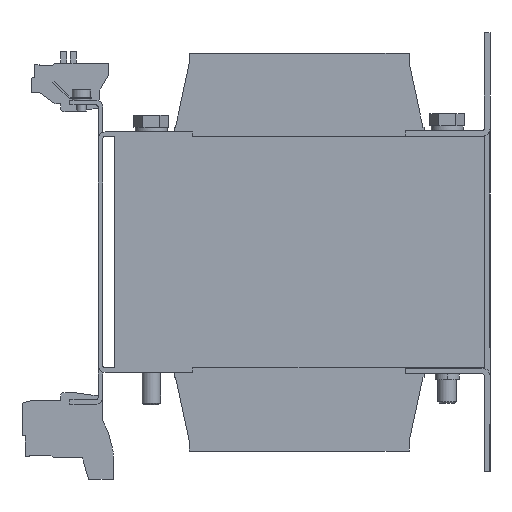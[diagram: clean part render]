
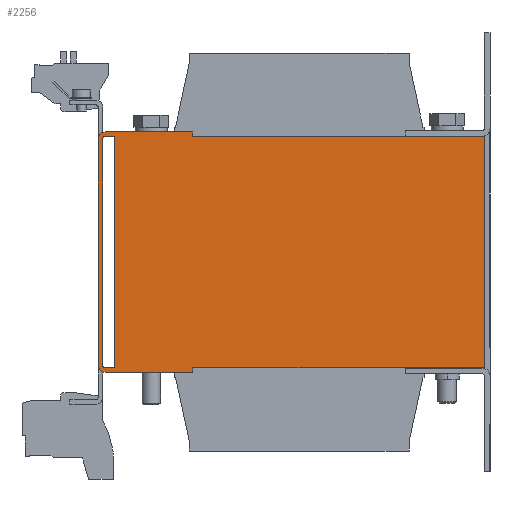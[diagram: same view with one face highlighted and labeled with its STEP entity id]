
A CAD part, left-side view. The second image highlights one B-rep face of the part: STEP entity #2256.
In plain terms, the highlighted planar face has unit normal (-1, 0, 0).
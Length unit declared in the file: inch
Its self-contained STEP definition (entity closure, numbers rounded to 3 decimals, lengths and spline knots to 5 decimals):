
#105 = DIRECTION ( 'NONE',  ( 1., 0., 0. ) ) ;
#321 = CARTESIAN_POINT ( 'NONE',  ( -3.77953, 3.30713, 1.92913 ) ) ;
#369 = CARTESIAN_POINT ( 'NONE',  ( -3.77953, 0., 1.9685 ) ) ;
#435 = CARTESIAN_POINT ( 'NONE',  ( -3.77953, 3.14965, 1.9685 ) ) ;
#558 = ORIENTED_EDGE ( 'NONE', *, *, #5155, .F. ) ;
#733 = ORIENTED_EDGE ( 'NONE', *, *, #11081, .F. ) ;
#751 = EDGE_CURVE ( 'NONE', #8557, #7824, #5100, .T. ) ;
#788 = EDGE_CURVE ( 'NONE', #6832, #2397, #2379, .T. ) ;
#960 = ORIENTED_EDGE ( 'NONE', *, *, #3413, .T. ) ;
#1049 = VECTOR ( 'NONE', #10420, 39.37008 ) ;
#1234 = CARTESIAN_POINT ( 'NONE',  ( -3.77953, 1.81106, -1.9685 ) ) ;
#1247 = DIRECTION ( 'NONE',  ( 0., 0., 1. ) ) ;
#1512 = VERTEX_POINT ( 'NONE', #11248 ) ;
#1583 = EDGE_CURVE ( 'NONE', #1922, #2384, #8576, .T. ) ;
#1748 = VERTEX_POINT ( 'NONE', #4233 ) ;
#1796 = CARTESIAN_POINT ( 'NONE',  ( -3.77953, -3.14961, 1.9685 ) ) ;
#1874 = AXIS2_PLACEMENT_3D ( 'NONE', #5484, #7403, #2757 ) ;
#1922 = VERTEX_POINT ( 'NONE', #6518 ) ;
#1968 = EDGE_CURVE ( 'NONE', #10004, #7565, #8380, .T. ) ;
#2145 = ORIENTED_EDGE ( 'NONE', *, *, #9622, .F. ) ;
#2167 = LINE ( 'NONE', #11699, #8249 ) ;
#2241 = DIRECTION ( 'NONE',  ( 0., -1., 0. ) ) ;
#2252 = EDGE_LOOP ( 'NONE', ( #6486, #2387, #10804, #3163, #5723, #960, #2580, #733, #9436, #6061 ) ) ;
#2256 = ADVANCED_FACE ( 'NONE', ( #2541, #10100 ), #8865, .F. ) ;
#2321 = DIRECTION ( 'NONE',  ( 0., 1., 0. ) ) ;
#2358 = CARTESIAN_POINT ( 'NONE',  ( -3.77953, 1.81106, 2.04724 ) ) ;
#2379 = LINE ( 'NONE', #10742, #7878 ) ;
#2384 = VERTEX_POINT ( 'NONE', #1796 ) ;
#2387 = ORIENTED_EDGE ( 'NONE', *, *, #8858, .T. ) ;
#2397 = VERTEX_POINT ( 'NONE', #6441 ) ;
#2541 = FACE_OUTER_BOUND ( 'NONE', #2252, .T. ) ;
#2580 = ORIENTED_EDGE ( 'NONE', *, *, #1583, .T. ) ;
#2669 = EDGE_CURVE ( 'NONE', #6614, #11294, #4330, .T. ) ;
#2757 = DIRECTION ( 'NONE',  ( 0., 0., -1. ) ) ;
#2772 = CIRCLE ( 'NONE', #9106, 0.03937 ) ;
#2903 = EDGE_CURVE ( 'NONE', #7824, #3307, #2772, .T. ) ;
#2913 = VERTEX_POINT ( 'NONE', #10392 ) ;
#2984 = EDGE_LOOP ( 'NONE', ( #11740, #558, #11099, #9334, #7319, #2145 ) ) ;
#3036 = CARTESIAN_POINT ( 'NONE',  ( -3.77953, 3.30713, -2.04724 ) ) ;
#3125 = CARTESIAN_POINT ( 'NONE',  ( -3.77953, 3.3465, -1.9685 ) ) ;
#3163 = ORIENTED_EDGE ( 'NONE', *, *, #9589, .T. ) ;
#3307 = VERTEX_POINT ( 'NONE', #4848 ) ;
#3413 = EDGE_CURVE ( 'NONE', #10004, #1922, #9860, .T. ) ;
#3476 = DIRECTION ( 'NONE',  ( 0., -1., 0. ) ) ;
#3551 = DIRECTION ( 'NONE',  ( 0., 0., -1. ) ) ;
#3676 = VECTOR ( 'NONE', #2241, 39.37008 ) ;
#3839 = CIRCLE ( 'NONE', #5028, 0.11811 ) ;
#3867 = CARTESIAN_POINT ( 'NONE',  ( -3.77953, -3.14961, 1.9685 ) ) ;
#3950 = CARTESIAN_POINT ( 'NONE',  ( -3.77953, 3.3465, 1.92913 ) ) ;
#3967 = CARTESIAN_POINT ( 'NONE',  ( -3.77953, 0., 1.9685 ) ) ;
#4072 = CIRCLE ( 'NONE', #5652, 0.03937 ) ;
#4109 = VERTEX_POINT ( 'NONE', #3950 ) ;
#4147 = CARTESIAN_POINT ( 'NONE',  ( -3.77953, 3.30713, 2.04724 ) ) ;
#4211 = LINE ( 'NONE', #8862, #9601 ) ;
#4233 = CARTESIAN_POINT ( 'NONE',  ( -3.77953, 3.42524, -1.92913 ) ) ;
#4282 = CARTESIAN_POINT ( 'NONE',  ( -3.77953, 0., -1.9685 ) ) ;
#4330 = LINE ( 'NONE', #9843, #12075 ) ;
#4597 = LINE ( 'NONE', #8377, #1049 ) ;
#4848 = CARTESIAN_POINT ( 'NONE',  ( -3.77953, 3.3465, -1.92913 ) ) ;
#5028 = AXIS2_PLACEMENT_3D ( 'NONE', #11893, #5137, #7244 ) ;
#5030 = DIRECTION ( 'NONE',  ( -1., 0., 0. ) ) ;
#5066 = CARTESIAN_POINT ( 'NONE',  ( -3.77953, 3.30713, -1.9685 ) ) ;
#5100 = LINE ( 'NONE', #3125, #5711 ) ;
#5137 = DIRECTION ( 'NONE',  ( 1., 0., 0. ) ) ;
#5155 = EDGE_CURVE ( 'NONE', #8557, #2397, #6082, .T. ) ;
#5322 = CARTESIAN_POINT ( 'NONE',  ( -3.77953, 1.81106, -2.04724 ) ) ;
#5329 = VECTOR ( 'NONE', #3551, 39.37008 ) ;
#5484 = CARTESIAN_POINT ( 'NONE',  ( -3.77953, 3.30713, -1.92913 ) ) ;
#5619 = VECTOR ( 'NONE', #11524, 39.37008 ) ;
#5626 = CARTESIAN_POINT ( 'NONE',  ( -3.77953, 3.30713, 1.9685 ) ) ;
#5652 = AXIS2_PLACEMENT_3D ( 'NONE', #321, #5030, #1247 ) ;
#5711 = VECTOR ( 'NONE', #2321, 39.37008 ) ;
#5723 = ORIENTED_EDGE ( 'NONE', *, *, #1968, .F. ) ;
#5924 = DIRECTION ( 'NONE',  ( 0., 0., -1. ) ) ;
#5955 = CARTESIAN_POINT ( 'NONE',  ( -3.77953, 3.3465, -2.04724 ) ) ;
#6061 = ORIENTED_EDGE ( 'NONE', *, *, #2669, .T. ) ;
#6082 = LINE ( 'NONE', #435, #11531 ) ;
#6326 = AXIS2_PLACEMENT_3D ( 'NONE', #369, #9914, #6998 ) ;
#6441 = CARTESIAN_POINT ( 'NONE',  ( -3.77953, 3.14965, 1.9685 ) ) ;
#6486 = ORIENTED_EDGE ( 'NONE', *, *, #6582, .F. ) ;
#6518 = CARTESIAN_POINT ( 'NONE',  ( -3.77953, -3.14961, -1.9685 ) ) ;
#6582 = EDGE_CURVE ( 'NONE', #1512, #11294, #3839, .T. ) ;
#6613 = CARTESIAN_POINT ( 'NONE',  ( -3.77953, 3.30713, -1.92913 ) ) ;
#6614 = VERTEX_POINT ( 'NONE', #2358 ) ;
#6832 = VERTEX_POINT ( 'NONE', #5626 ) ;
#6998 = DIRECTION ( 'NONE',  ( 0., 1., 0. ) ) ;
#7005 = EDGE_CURVE ( 'NONE', #8890, #1748, #7214, .T. ) ;
#7214 = CIRCLE ( 'NONE', #1874, 0.11811 ) ;
#7244 = DIRECTION ( 'NONE',  ( 0., 0., 1. ) ) ;
#7319 = ORIENTED_EDGE ( 'NONE', *, *, #7368, .T. ) ;
#7320 = CARTESIAN_POINT ( 'NONE',  ( -3.77953, 1.81106, -2.04724 ) ) ;
#7368 = EDGE_CURVE ( 'NONE', #3307, #4109, #4211, .T. ) ;
#7403 = DIRECTION ( 'NONE',  ( 1., 0., 0. ) ) ;
#7565 = VERTEX_POINT ( 'NONE', #5322 ) ;
#7568 = VECTOR ( 'NONE', #3476, 39.37008 ) ;
#7681 = LINE ( 'NONE', #3967, #5619 ) ;
#7824 = VERTEX_POINT ( 'NONE', #5066 ) ;
#7878 = VECTOR ( 'NONE', #11730, 39.37008 ) ;
#8249 = VECTOR ( 'NONE', #10780, 39.37008 ) ;
#8377 = CARTESIAN_POINT ( 'NONE',  ( -3.77953, 1.81106, 2.04724 ) ) ;
#8380 = LINE ( 'NONE', #7320, #5329 ) ;
#8557 = VERTEX_POINT ( 'NONE', #10231 ) ;
#8576 = LINE ( 'NONE', #3867, #11462 ) ;
#8810 = LINE ( 'NONE', #5955, #3676 ) ;
#8858 = EDGE_CURVE ( 'NONE', #1512, #1748, #2167, .T. ) ;
#8862 = CARTESIAN_POINT ( 'NONE',  ( -3.77953, 3.3465, -2.58858 ) ) ;
#8865 = PLANE ( 'NONE',  #6326 ) ;
#8890 = VERTEX_POINT ( 'NONE', #3036 ) ;
#9106 = AXIS2_PLACEMENT_3D ( 'NONE', #6613, #105, #5924 ) ;
#9267 = DIRECTION ( 'NONE',  ( 0., 0., 1. ) ) ;
#9334 = ORIENTED_EDGE ( 'NONE', *, *, #2903, .T. ) ;
#9436 = ORIENTED_EDGE ( 'NONE', *, *, #11057, .F. ) ;
#9589 = EDGE_CURVE ( 'NONE', #8890, #7565, #8810, .T. ) ;
#9601 = VECTOR ( 'NONE', #9727, 39.37008 ) ;
#9622 = EDGE_CURVE ( 'NONE', #6832, #4109, #4072, .T. ) ;
#9727 = DIRECTION ( 'NONE',  ( 0., 0., 1. ) ) ;
#9843 = CARTESIAN_POINT ( 'NONE',  ( -3.77953, 3.3465, 2.04724 ) ) ;
#9860 = LINE ( 'NONE', #4282, #7568 ) ;
#9914 = DIRECTION ( 'NONE',  ( 1., 0., 0. ) ) ;
#10004 = VERTEX_POINT ( 'NONE', #1234 ) ;
#10100 = FACE_BOUND ( 'NONE', #2984, .T. ) ;
#10231 = CARTESIAN_POINT ( 'NONE',  ( -3.77953, 3.14965, -1.9685 ) ) ;
#10392 = CARTESIAN_POINT ( 'NONE',  ( -3.77953, 1.81106, 1.9685 ) ) ;
#10420 = DIRECTION ( 'NONE',  ( 0., 0., -1. ) ) ;
#10742 = CARTESIAN_POINT ( 'NONE',  ( -3.77953, 3.3465, 1.9685 ) ) ;
#10780 = DIRECTION ( 'NONE',  ( 0., 0., -1. ) ) ;
#10804 = ORIENTED_EDGE ( 'NONE', *, *, #7005, .F. ) ;
#11057 = EDGE_CURVE ( 'NONE', #6614, #2913, #4597, .T. ) ;
#11081 = EDGE_CURVE ( 'NONE', #2913, #2384, #7681, .T. ) ;
#11099 = ORIENTED_EDGE ( 'NONE', *, *, #751, .T. ) ;
#11248 = CARTESIAN_POINT ( 'NONE',  ( -3.77953, 3.42524, 1.92913 ) ) ;
#11294 = VERTEX_POINT ( 'NONE', #4147 ) ;
#11462 = VECTOR ( 'NONE', #9267, 39.37008 ) ;
#11524 = DIRECTION ( 'NONE',  ( 0., -1., 0. ) ) ;
#11531 = VECTOR ( 'NONE', #11968, 39.37008 ) ;
#11699 = CARTESIAN_POINT ( 'NONE',  ( -3.77953, 3.42524, -2.58858 ) ) ;
#11730 = DIRECTION ( 'NONE',  ( 0., -1., 0. ) ) ;
#11740 = ORIENTED_EDGE ( 'NONE', *, *, #788, .T. ) ;
#11893 = CARTESIAN_POINT ( 'NONE',  ( -3.77953, 3.30713, 1.92913 ) ) ;
#11942 = DIRECTION ( 'NONE',  ( 0., 1., 0. ) ) ;
#11968 = DIRECTION ( 'NONE',  ( 0., 0., 1. ) ) ;
#12075 = VECTOR ( 'NONE', #11942, 39.37008 ) ;
